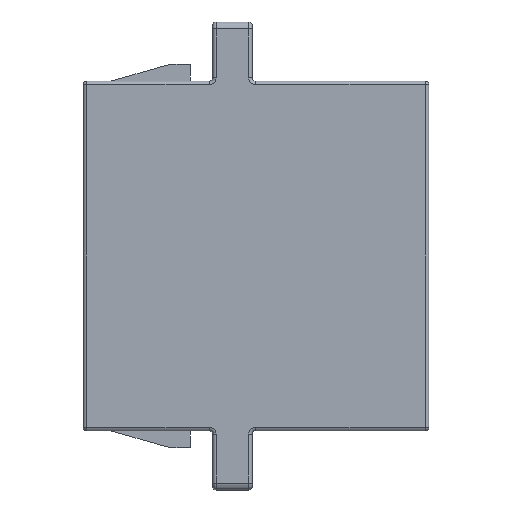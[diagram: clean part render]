
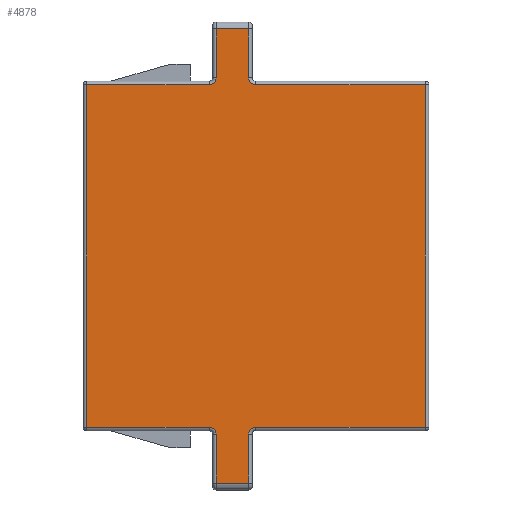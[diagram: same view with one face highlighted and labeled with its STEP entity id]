
A CAD part, front view. The second image highlights one B-rep face of the part: STEP entity #4878.
In plain terms, the highlighted planar face has unit normal (0, -1, 0).
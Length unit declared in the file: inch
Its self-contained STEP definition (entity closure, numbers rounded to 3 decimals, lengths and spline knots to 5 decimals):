
#4745 = VERTEX_POINT ( 'NONE', #8376 ) ;
#4748 = EDGE_CURVE ( 'NONE', #4772, #5000, #8368, .T. ) ;
#4771 = EDGE_CURVE ( 'NONE', #4994, #4772, #8335, .T. ) ;
#4772 = VERTEX_POINT ( 'NONE', #8331 ) ;
#4773 = ORIENTED_EDGE ( 'NONE', *, *, #4748, .T. ) ;
#4878 = ADVANCED_FACE ( 'NONE', ( #8620 ), #8619, .F. ) ;
#4879 = EDGE_LOOP ( 'NONE', ( #4880, #4956, #4959, #4962, #4965, #4968, #4986, #4989, #4992, #4995, #4773, #4998, #5034, #5009, #5033, #5015 ) ) ;
#4880 = ORIENTED_EDGE ( 'NONE', *, *, #4881, .F. ) ;
#4881 = EDGE_CURVE ( 'NONE', #4882, #4883, #8738, .T. ) ;
#4882 = VERTEX_POINT ( 'NONE', #8733 ) ;
#4883 = VERTEX_POINT ( 'NONE', #8732 ) ;
#4956 = ORIENTED_EDGE ( 'NONE', *, *, #4957, .T. ) ;
#4957 = EDGE_CURVE ( 'NONE', #4882, #4958, #8803, .T. ) ;
#4958 = VERTEX_POINT ( 'NONE', #8799 ) ;
#4959 = ORIENTED_EDGE ( 'NONE', *, *, #4960, .T. ) ;
#4960 = EDGE_CURVE ( 'NONE', #4958, #4961, #8798, .T. ) ;
#4961 = VERTEX_POINT ( 'NONE', #8794 ) ;
#4962 = ORIENTED_EDGE ( 'NONE', *, *, #4963, .T. ) ;
#4963 = EDGE_CURVE ( 'NONE', #4961, #4964, #8793, .T. ) ;
#4964 = VERTEX_POINT ( 'NONE', #8789 ) ;
#4965 = ORIENTED_EDGE ( 'NONE', *, *, #4966, .F. ) ;
#4966 = EDGE_CURVE ( 'NONE', #4967, #4964, #8788, .T. ) ;
#4967 = VERTEX_POINT ( 'NONE', #8783 ) ;
#4968 = ORIENTED_EDGE ( 'NONE', *, *, #4969, .T. ) ;
#4969 = EDGE_CURVE ( 'NONE', #4967, #4970, #8782, .T. ) ;
#4970 = VERTEX_POINT ( 'NONE', #8778 ) ;
#4986 = ORIENTED_EDGE ( 'NONE', *, *, #4987, .T. ) ;
#4987 = EDGE_CURVE ( 'NONE', #4970, #4988, #8930, .T. ) ;
#4988 = VERTEX_POINT ( 'NONE', #8926 ) ;
#4989 = ORIENTED_EDGE ( 'NONE', *, *, #4990, .T. ) ;
#4990 = EDGE_CURVE ( 'NONE', #4988, #4991, #8925, .T. ) ;
#4991 = VERTEX_POINT ( 'NONE', #8921 ) ;
#4992 = ORIENTED_EDGE ( 'NONE', *, *, #4993, .F. ) ;
#4993 = EDGE_CURVE ( 'NONE', #4994, #4991, #8920, .T. ) ;
#4994 = VERTEX_POINT ( 'NONE', #8888 ) ;
#4995 = ORIENTED_EDGE ( 'NONE', *, *, #4771, .T. ) ;
#4998 = ORIENTED_EDGE ( 'NONE', *, *, #5014, .T. ) ;
#5000 = VERTEX_POINT ( 'NONE', #8885 ) ;
#5008 = EDGE_CURVE ( 'NONE', #4745, #5027, #8876, .T. ) ;
#5009 = ORIENTED_EDGE ( 'NONE', *, *, #5011, .T. ) ;
#5010 = VERTEX_POINT ( 'NONE', #8871 ) ;
#5011 = EDGE_CURVE ( 'NONE', #4745, #5010, #8870, .T. ) ;
#5012 = EDGE_CURVE ( 'NONE', #5010, #5013, #8866, .T. ) ;
#5013 = VERTEX_POINT ( 'NONE', #8862 ) ;
#5014 = EDGE_CURVE ( 'NONE', #5000, #5027, #8861, .T. ) ;
#5015 = ORIENTED_EDGE ( 'NONE', *, *, #5016, .T. ) ;
#5016 = EDGE_CURVE ( 'NONE', #5013, #4883, #8768, .T. ) ;
#5027 = VERTEX_POINT ( 'NONE', #8744 ) ;
#5033 = ORIENTED_EDGE ( 'NONE', *, *, #5012, .T. ) ;
#5034 = ORIENTED_EDGE ( 'NONE', *, *, #5008, .F. ) ;
#8331 = CARTESIAN_POINT ( 'NONE',  ( -0.1165, -0.185, -0.663 ) ) ;
#8332 = DIRECTION ( 'NONE',  ( 0., 0., -1. ) ) ;
#8333 = VECTOR ( 'NONE', #8332, 39.37008 ) ;
#8334 = CARTESIAN_POINT ( 'NONE',  ( -0.1165, -0.185, 0.51 ) ) ;
#8335 = LINE ( 'NONE', #8334, #8333 ) ;
#8365 = DIRECTION ( 'NONE',  ( 1., 0., 0. ) ) ;
#8366 = VECTOR ( 'NONE', #8365, 39.37008 ) ;
#8367 = CARTESIAN_POINT ( 'NONE',  ( -0.0115, -0.185, -0.663 ) ) ;
#8368 = LINE ( 'NONE', #8367, #8366 ) ;
#8376 = CARTESIAN_POINT ( 'NONE',  ( -0.0015, -0.185, -0.5 ) ) ;
#8615 = DIRECTION ( 'NONE',  ( 0., 0., 1. ) ) ;
#8616 = DIRECTION ( 'NONE',  ( 0., 1., 0. ) ) ;
#8617 = CARTESIAN_POINT ( 'NONE',  ( -0.5045, -0.185, 0.51 ) ) ;
#8618 = AXIS2_PLACEMENT_3D ( 'NONE', #8617, #8616, #8615 ) ;
#8619 = PLANE ( 'NONE',  #8618 ) ;
#8620 = FACE_OUTER_BOUND ( 'NONE', #4879, .T. ) ;
#8732 = CARTESIAN_POINT ( 'NONE',  ( -0.0015, -0.185, 0.5 ) ) ;
#8733 = CARTESIAN_POINT ( 'NONE',  ( -0.0215, -0.185, 0.52 ) ) ;
#8734 = DIRECTION ( 'NONE',  ( 0., 0., 1. ) ) ;
#8735 = DIRECTION ( 'NONE',  ( 0., -1., 0. ) ) ;
#8736 = CARTESIAN_POINT ( 'NONE',  ( -0.0015, -0.185, 0.52 ) ) ;
#8737 = AXIS2_PLACEMENT_3D ( 'NONE', #8736, #8735, #8734 ) ;
#8738 = CIRCLE ( 'NONE', #8737, 0.02 ) ;
#8744 = CARTESIAN_POINT ( 'NONE',  ( -0.0215, -0.185, -0.52 ) ) ;
#8765 = DIRECTION ( 'NONE',  ( -1., 0., 0. ) ) ;
#8766 = VECTOR ( 'NONE', #8765, 39.37008 ) ;
#8767 = CARTESIAN_POINT ( 'NONE',  ( -0.5045, -0.185, 0.5 ) ) ;
#8768 = LINE ( 'NONE', #8767, #8766 ) ;
#8769 = DIRECTION ( 'NONE',  ( 0., 0., 1. ) ) ;
#8770 = VECTOR ( 'NONE', #8769, 39.37008 ) ;
#8771 = CARTESIAN_POINT ( 'NONE',  ( -0.0215, -0.185, -0.51 ) ) ;
#8778 = CARTESIAN_POINT ( 'NONE',  ( -0.4945, -0.185, 0.5 ) ) ;
#8779 = DIRECTION ( 'NONE',  ( -1., 0., 0. ) ) ;
#8780 = VECTOR ( 'NONE', #8779, 39.37008 ) ;
#8781 = CARTESIAN_POINT ( 'NONE',  ( -0.5045, -0.185, 0.5 ) ) ;
#8782 = LINE ( 'NONE', #8781, #8780 ) ;
#8783 = CARTESIAN_POINT ( 'NONE',  ( -0.1365, -0.185, 0.5 ) ) ;
#8784 = DIRECTION ( 'NONE',  ( 0., 0., 1. ) ) ;
#8785 = DIRECTION ( 'NONE',  ( 0., -1., 0. ) ) ;
#8786 = CARTESIAN_POINT ( 'NONE',  ( -0.1365, -0.185, 0.52 ) ) ;
#8787 = AXIS2_PLACEMENT_3D ( 'NONE', #8786, #8785, #8784 ) ;
#8788 = CIRCLE ( 'NONE', #8787, 0.02 ) ;
#8789 = CARTESIAN_POINT ( 'NONE',  ( -0.1165, -0.185, 0.52 ) ) ;
#8790 = DIRECTION ( 'NONE',  ( 0., 0., -1. ) ) ;
#8791 = VECTOR ( 'NONE', #8790, 39.37008 ) ;
#8792 = CARTESIAN_POINT ( 'NONE',  ( -0.1165, -0.185, 0.51 ) ) ;
#8793 = LINE ( 'NONE', #8792, #8791 ) ;
#8794 = CARTESIAN_POINT ( 'NONE',  ( -0.1165, -0.185, 0.663 ) ) ;
#8795 = DIRECTION ( 'NONE',  ( -1., 0., 0. ) ) ;
#8796 = VECTOR ( 'NONE', #8795, 39.37008 ) ;
#8797 = CARTESIAN_POINT ( 'NONE',  ( -0.1265, -0.185, 0.663 ) ) ;
#8798 = LINE ( 'NONE', #8797, #8796 ) ;
#8799 = CARTESIAN_POINT ( 'NONE',  ( -0.0215, -0.185, 0.663 ) ) ;
#8800 = DIRECTION ( 'NONE',  ( 0., 0., 1. ) ) ;
#8801 = VECTOR ( 'NONE', #8800, 39.37008 ) ;
#8802 = CARTESIAN_POINT ( 'NONE',  ( -0.0215, -0.185, 0.663 ) ) ;
#8803 = LINE ( 'NONE', #8802, #8801 ) ;
#8861 = LINE ( 'NONE', #8771, #8770 ) ;
#8862 = CARTESIAN_POINT ( 'NONE',  ( 0.4945, -0.185, 0.5 ) ) ;
#8863 = DIRECTION ( 'NONE',  ( 0., 0., 1. ) ) ;
#8864 = VECTOR ( 'NONE', #8863, 39.37008 ) ;
#8865 = CARTESIAN_POINT ( 'NONE',  ( 0.4945, -0.185, 0.51 ) ) ;
#8866 = LINE ( 'NONE', #8865, #8864 ) ;
#8867 = DIRECTION ( 'NONE',  ( 1., 0., 0. ) ) ;
#8868 = VECTOR ( 'NONE', #8867, 39.37008 ) ;
#8869 = CARTESIAN_POINT ( 'NONE',  ( -0.5045, -0.185, -0.5 ) ) ;
#8870 = LINE ( 'NONE', #8869, #8868 ) ;
#8871 = CARTESIAN_POINT ( 'NONE',  ( 0.4945, -0.185, -0.5 ) ) ;
#8872 = DIRECTION ( 'NONE',  ( 0., 0., 1. ) ) ;
#8873 = DIRECTION ( 'NONE',  ( 0., -1., 0. ) ) ;
#8874 = CARTESIAN_POINT ( 'NONE',  ( -0.0015, -0.185, -0.52 ) ) ;
#8875 = AXIS2_PLACEMENT_3D ( 'NONE', #8874, #8873, #8872 ) ;
#8876 = CIRCLE ( 'NONE', #8875, 0.02 ) ;
#8885 = CARTESIAN_POINT ( 'NONE',  ( -0.0215, -0.185, -0.663 ) ) ;
#8888 = CARTESIAN_POINT ( 'NONE',  ( -0.1165, -0.185, -0.52 ) ) ;
#8889 = DIRECTION ( 'NONE',  ( 0., 0., 1. ) ) ;
#8890 = DIRECTION ( 'NONE',  ( 0., -1., 0. ) ) ;
#8891 = CARTESIAN_POINT ( 'NONE',  ( -0.1365, -0.185, -0.52 ) ) ;
#8892 = AXIS2_PLACEMENT_3D ( 'NONE', #8891, #8890, #8889 ) ;
#8920 = CIRCLE ( 'NONE', #8892, 0.02 ) ;
#8921 = CARTESIAN_POINT ( 'NONE',  ( -0.1365, -0.185, -0.5 ) ) ;
#8922 = DIRECTION ( 'NONE',  ( 1., 0., 0. ) ) ;
#8923 = VECTOR ( 'NONE', #8922, 39.37008 ) ;
#8924 = CARTESIAN_POINT ( 'NONE',  ( -0.5045, -0.185, -0.5 ) ) ;
#8925 = LINE ( 'NONE', #8924, #8923 ) ;
#8926 = CARTESIAN_POINT ( 'NONE',  ( -0.4945, -0.185, -0.5 ) ) ;
#8927 = DIRECTION ( 'NONE',  ( 0., 0., -1. ) ) ;
#8928 = VECTOR ( 'NONE', #8927, 39.37008 ) ;
#8929 = CARTESIAN_POINT ( 'NONE',  ( -0.4945, -0.185, 0.51 ) ) ;
#8930 = LINE ( 'NONE', #8929, #8928 ) ;
